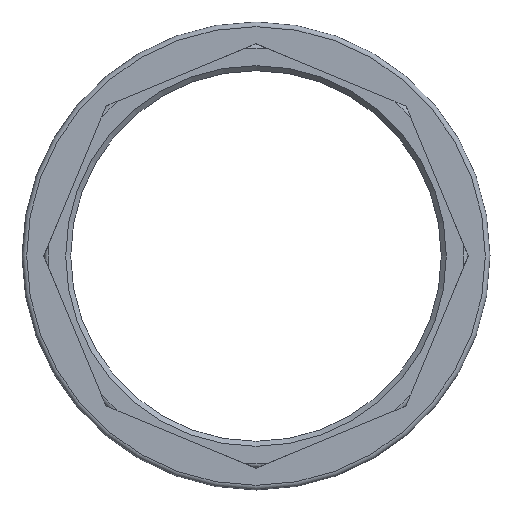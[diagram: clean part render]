
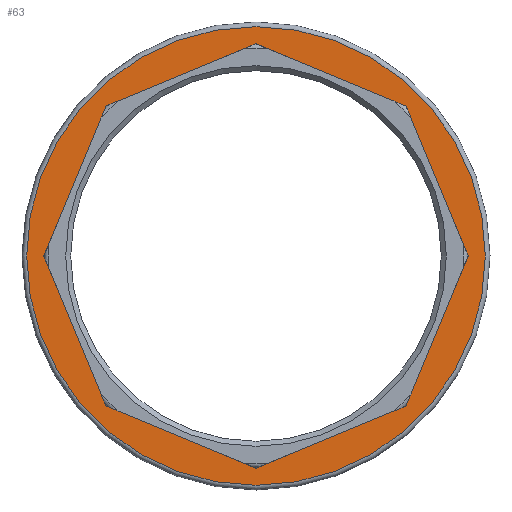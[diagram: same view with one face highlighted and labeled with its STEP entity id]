
A CAD part, left-side view. The second image highlights one B-rep face of the part: STEP entity #63.
In plain terms, the highlighted planar face has unit normal (-1, 0, 0).
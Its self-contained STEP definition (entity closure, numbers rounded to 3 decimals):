
#63 = ADVANCED_FACE( '', ( #139, #140 ), #141, .F. );
#139 = FACE_OUTER_BOUND( '', #230, .T. );
#140 = FACE_BOUND( '', #231, .T. );
#141 = PLANE( '', #232 );
#230 = EDGE_LOOP( '', ( #345 ) );
#231 = EDGE_LOOP( '', ( #346, #347, #348, #349, #350, #351, #352, #353 ) );
#232 = AXIS2_PLACEMENT_3D( '', #354, #355, #356 );
#345 = ORIENTED_EDGE( '', *, *, #515, .F. );
#346 = ORIENTED_EDGE( '', *, *, #534, .T. );
#347 = ORIENTED_EDGE( '', *, *, #535, .T. );
#348 = ORIENTED_EDGE( '', *, *, #536, .T. );
#349 = ORIENTED_EDGE( '', *, *, #537, .T. );
#350 = ORIENTED_EDGE( '', *, *, #538, .T. );
#351 = ORIENTED_EDGE( '', *, *, #539, .T. );
#352 = ORIENTED_EDGE( '', *, *, #509, .T. );
#353 = ORIENTED_EDGE( '', *, *, #519, .T. );
#354 = CARTESIAN_POINT( '', ( 24., 64.39, 0. ) );
#355 = DIRECTION( '', ( 1., 0., 0. ) );
#356 = DIRECTION( '', ( 0., 0., -1. ) );
#509 = EDGE_CURVE( '', #595, #593, #596, .T. );
#515 = EDGE_CURVE( '', #605, #605, #606, .T. );
#519 = EDGE_CURVE( '', #593, #611, #613, .T. );
#534 = EDGE_CURVE( '', #611, #636, #637, .T. );
#535 = EDGE_CURVE( '', #636, #638, #639, .T. );
#536 = EDGE_CURVE( '', #638, #640, #641, .T. );
#537 = EDGE_CURVE( '', #640, #642, #643, .T. );
#538 = EDGE_CURVE( '', #642, #644, #645, .T. );
#539 = EDGE_CURVE( '', #644, #595, #646, .T. );
#593 = VERTEX_POINT( '', #742 );
#595 = VERTEX_POINT( '', #745 );
#596 = LINE( '', #746, #747 );
#605 = VERTEX_POINT( '', #786 );
#606 = CIRCLE( '', #787, 68.11 );
#611 = VERTEX_POINT( '', #792 );
#613 = LINE( '', #795, #796 );
#636 = VERTEX_POINT( '', #889 );
#637 = LINE( '', #890, #891 );
#638 = VERTEX_POINT( '', #892 );
#639 = LINE( '', #893, #894 );
#640 = VERTEX_POINT( '', #895 );
#641 = LINE( '', #896, #897 );
#642 = VERTEX_POINT( '', #898 );
#643 = LINE( '', #899, #900 );
#644 = VERTEX_POINT( '', #901 );
#645 = LINE( '', #902, #903 );
#646 = LINE( '', #904, #905 );
#742 = CARTESIAN_POINT( '', ( 24., 63., 0. ) );
#745 = CARTESIAN_POINT( '', ( 24., 44.548, -44.548 ) );
#746 = CARTESIAN_POINT( '', ( 24., 44.548, -44.548 ) );
#747 = VECTOR( '', #1078, 1000. );
#786 = CARTESIAN_POINT( '', ( 24., 0., -68.11 ) );
#787 = AXIS2_PLACEMENT_3D( '', #1081, #1082, #1083 );
#792 = CARTESIAN_POINT( '', ( 24., 44.548, 44.548 ) );
#795 = CARTESIAN_POINT( '', ( 24., 63., 0. ) );
#796 = VECTOR( '', #1088, 1000. );
#889 = CARTESIAN_POINT( '', ( 24., 0., 63. ) );
#890 = CARTESIAN_POINT( '', ( 24., 44.548, 44.548 ) );
#891 = VECTOR( '', #1102, 1000. );
#892 = CARTESIAN_POINT( '', ( 24., -44.548, 44.548 ) );
#893 = CARTESIAN_POINT( '', ( 24., 0., 63. ) );
#894 = VECTOR( '', #1103, 1000. );
#895 = CARTESIAN_POINT( '', ( 24., -63., 0. ) );
#896 = CARTESIAN_POINT( '', ( 24., -44.548, 44.548 ) );
#897 = VECTOR( '', #1104, 1000. );
#898 = CARTESIAN_POINT( '', ( 24., -44.548, -44.548 ) );
#899 = CARTESIAN_POINT( '', ( 24., -63., 0. ) );
#900 = VECTOR( '', #1105, 1000. );
#901 = CARTESIAN_POINT( '', ( 24., 0., -63. ) );
#902 = CARTESIAN_POINT( '', ( 24., -44.548, -44.548 ) );
#903 = VECTOR( '', #1106, 1000. );
#904 = CARTESIAN_POINT( '', ( 24., 0., -63. ) );
#905 = VECTOR( '', #1107, 1000. );
#1078 = DIRECTION( '', ( 0., 0.383, 0.924 ) );
#1081 = CARTESIAN_POINT( '', ( 24., 0., 0. ) );
#1082 = DIRECTION( '', ( 1., 0., 0. ) );
#1083 = DIRECTION( '', ( 0., 0., -1. ) );
#1088 = DIRECTION( '', ( 0., -0.383, 0.924 ) );
#1102 = DIRECTION( '', ( 0., -0.924, 0.383 ) );
#1103 = DIRECTION( '', ( 0., -0.924, -0.383 ) );
#1104 = DIRECTION( '', ( 0., -0.383, -0.924 ) );
#1105 = DIRECTION( '', ( 0., 0.383, -0.924 ) );
#1106 = DIRECTION( '', ( 0., 0.924, -0.383 ) );
#1107 = DIRECTION( '', ( 0., 0.924, 0.383 ) );
